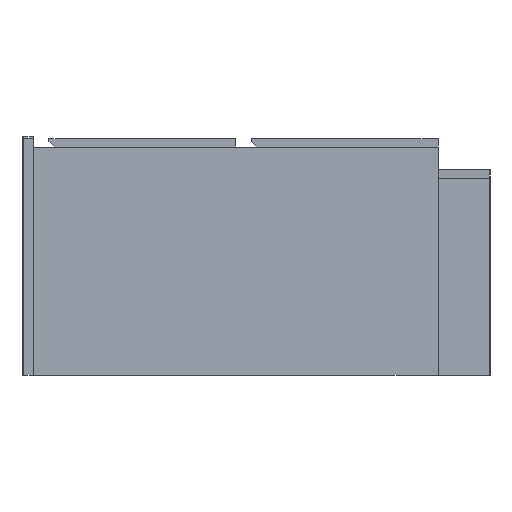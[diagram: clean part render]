
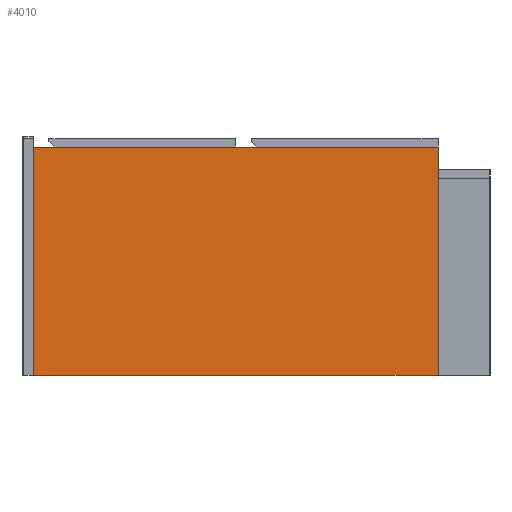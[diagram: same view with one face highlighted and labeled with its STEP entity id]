
A CAD part, left-side view. The second image highlights one B-rep face of the part: STEP entity #4010.
In plain terms, the highlighted planar face has unit normal (-1, 0, 0).
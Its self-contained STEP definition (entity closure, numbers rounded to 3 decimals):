
#598 = VERTEX_POINT ( 'NONE', #2869 ) ;
#767 = CARTESIAN_POINT ( 'NONE',  ( -894., 390., 440. ) ) ;
#1063 = CARTESIAN_POINT ( 'NONE',  ( -894., 390., 0. ) ) ;
#1287 = DIRECTION ( 'NONE',  ( 0., 0., -1. ) ) ;
#1369 = EDGE_CURVE ( 'NONE', #4476, #3250, #2395, .T. ) ;
#1557 = LINE ( 'NONE', #767, #5630 ) ;
#1682 = CARTESIAN_POINT ( 'NONE',  ( -894., -390., 440. ) ) ;
#1721 = EDGE_CURVE ( 'NONE', #598, #4476, #3269, .T. ) ;
#1811 = DIRECTION ( 'NONE',  ( 0., -1., 0. ) ) ;
#1817 = ORIENTED_EDGE ( 'NONE', *, *, #2507, .T. ) ;
#1859 = DIRECTION ( 'NONE',  ( 0., 0., -1. ) ) ;
#1869 = LINE ( 'NONE', #2337, #3574 ) ;
#2294 = DIRECTION ( 'NONE',  ( 1., 0., 0. ) ) ;
#2337 = CARTESIAN_POINT ( 'NONE',  ( -894., -390., 0. ) ) ;
#2342 = VERTEX_POINT ( 'NONE', #1063 ) ;
#2395 = LINE ( 'NONE', #6799, #6727 ) ;
#2457 = CARTESIAN_POINT ( 'NONE',  ( -894., -390., 0. ) ) ;
#2507 = EDGE_CURVE ( 'NONE', #2342, #3250, #1869, .T. ) ;
#2698 = EDGE_LOOP ( 'NONE', ( #1817, #2965, #5814, #2873 ) ) ;
#2869 = CARTESIAN_POINT ( 'NONE',  ( -894., 390., 440. ) ) ;
#2873 = ORIENTED_EDGE ( 'NONE', *, *, #6396, .T. ) ;
#2965 = ORIENTED_EDGE ( 'NONE', *, *, #1369, .F. ) ;
#3250 = VERTEX_POINT ( 'NONE', #2457 ) ;
#3269 = LINE ( 'NONE', #5122, #3685 ) ;
#3574 = VECTOR ( 'NONE', #6735, 1000. ) ;
#3685 = VECTOR ( 'NONE', #1811, 1000. ) ;
#4010 = ADVANCED_FACE ( 'NONE', ( #4394 ), #6594, .F. ) ;
#4394 = FACE_OUTER_BOUND ( 'NONE', #2698, .T. ) ;
#4476 = VERTEX_POINT ( 'NONE', #4908 ) ;
#4840 = AXIS2_PLACEMENT_3D ( 'NONE', #1682, #2294, #6054 ) ;
#4908 = CARTESIAN_POINT ( 'NONE',  ( -894., -390., 440. ) ) ;
#5122 = CARTESIAN_POINT ( 'NONE',  ( -894., -390., 440. ) ) ;
#5630 = VECTOR ( 'NONE', #1287, 1000. ) ;
#5814 = ORIENTED_EDGE ( 'NONE', *, *, #1721, .F. ) ;
#6054 = DIRECTION ( 'NONE',  ( 0., 0., -1. ) ) ;
#6396 = EDGE_CURVE ( 'NONE', #598, #2342, #1557, .T. ) ;
#6594 = PLANE ( 'NONE',  #4840 ) ;
#6727 = VECTOR ( 'NONE', #1859, 1000. ) ;
#6735 = DIRECTION ( 'NONE',  ( 0., -1., 0. ) ) ;
#6799 = CARTESIAN_POINT ( 'NONE',  ( -894., -390., 440. ) ) ;
